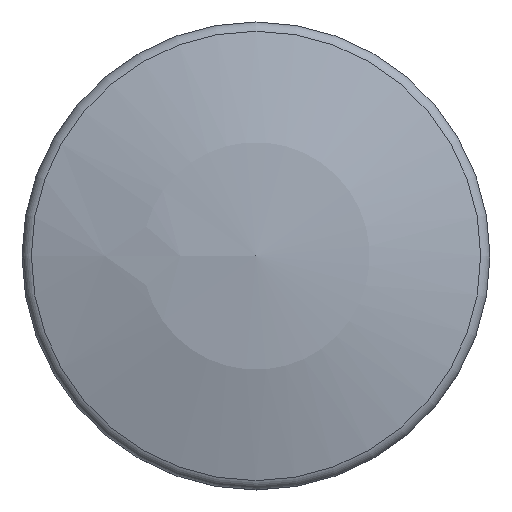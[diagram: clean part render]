
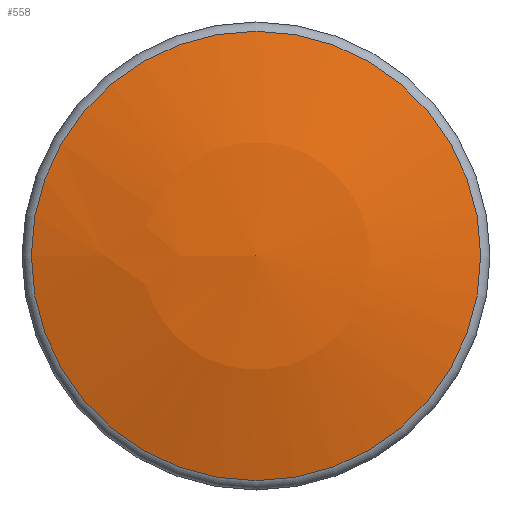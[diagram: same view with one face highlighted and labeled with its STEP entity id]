
A CAD part, top view. The second image highlights one B-rep face of the part: STEP entity #558.
In plain terms, the highlighted spherical face has radius 22 mm.
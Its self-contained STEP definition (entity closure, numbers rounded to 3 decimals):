
#558 = ADVANCED_FACE( '', ( #1229, #1230 ), #1231, .T. );
#1229 = FACE_BOUND( '', #2075, .T. );
#1230 = FACE_OUTER_BOUND( '', #2076, .T. );
#1231 = SPHERICAL_SURFACE( '', #2077, 22. );
#2075 = VERTEX_LOOP( '', #3368 );
#2076 = EDGE_LOOP( '', ( #3369 ) );
#2077 = AXIS2_PLACEMENT_3D( '', #3370, #3371, #3372 );
#3368 = VERTEX_POINT( '', #5535 );
#3369 = ORIENTED_EDGE( '', *, *, #5536, .T. );
#3370 = CARTESIAN_POINT( '', ( 0., 0., 3.5 ) );
#3371 = DIRECTION( '', ( 0., 0., -1. ) );
#3372 = DIRECTION( '', ( -1., 0., 0. ) );
#5535 = CARTESIAN_POINT( '', ( 0., 0., 25.5 ) );
#5536 = EDGE_CURVE( '', #6788, #6788, #6789, .F. );
#6788 = VERTEX_POINT( '', #8468 );
#6789 = CIRCLE( '', #8469, 6.722 );
#8468 = CARTESIAN_POINT( '', ( -6.722, 0., 24.448 ) );
#8469 = AXIS2_PLACEMENT_3D( '', #9993, #9994, #9995 );
#9993 = CARTESIAN_POINT( '', ( 0., 0., 24.448 ) );
#9994 = DIRECTION( '', ( 0., 0., -1. ) );
#9995 = DIRECTION( '', ( -1., 0., 0. ) );
